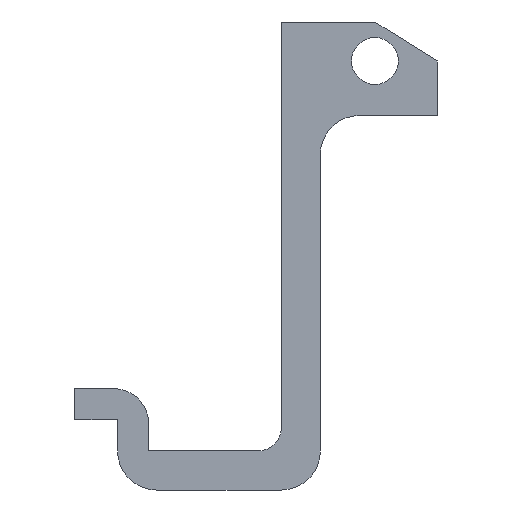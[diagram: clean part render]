
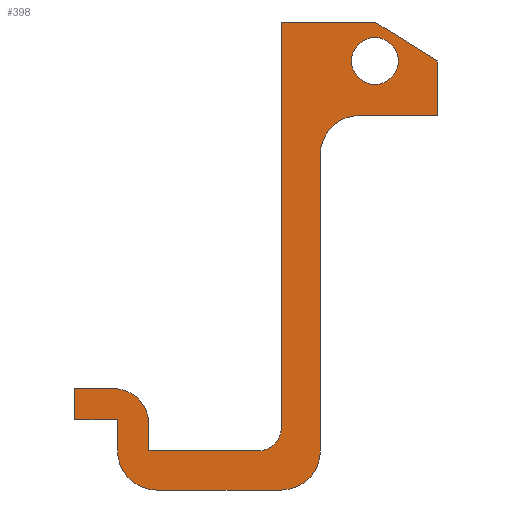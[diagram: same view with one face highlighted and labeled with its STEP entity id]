
A CAD part, front view. The second image highlights one B-rep face of the part: STEP entity #398.
In plain terms, the highlighted planar face has unit normal (0, -1, 0).
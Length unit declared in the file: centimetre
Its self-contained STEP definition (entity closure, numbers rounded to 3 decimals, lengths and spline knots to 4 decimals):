
#27=FACE_BOUND('',#66,.T.);
#30=CIRCLE('',#422,0.3);
#31=CIRCLE('',#423,0.45);
#32=CIRCLE('',#424,0.5);
#33=CIRCLE('',#425,0.5);
#34=CIRCLE('',#426,0.5);
#35=CIRCLE('',#427,0.3);
#44=FACE_OUTER_BOUND('',#65,.T.);
#65=EDGE_LOOP('',(#277,#278,#279,#280,#281,#282,#283,#284,#285,#286,#287,
#288,#289,#290,#291,#292,#293,#294));
#66=EDGE_LOOP('',(#295));
#87=LINE('',#574,#131);
#91=LINE('',#582,#135);
#94=LINE('',#588,#138);
#95=LINE('',#590,#139);
#96=LINE('',#594,#140);
#97=LINE('',#596,#141);
#98=LINE('',#600,#142);
#99=LINE('',#602,#143);
#100=LINE('',#604,#144);
#101=LINE('',#606,#145);
#102=LINE('',#610,#146);
#103=LINE('',#614,#147);
#104=LINE('',#617,#148);
#131=VECTOR('',#458,0.9434);
#135=VECTOR('',#464,0.7);
#138=VECTOR('',#469,1.2);
#139=VECTOR('',#470,5.2);
#140=VECTOR('',#473,1.4);
#141=VECTOR('',#474,0.35);
#142=VECTOR('',#477,0.5);
#143=VECTOR('',#478,0.4);
#144=VECTOR('',#479,0.55);
#145=VECTOR('',#480,0.4);
#146=VECTOR('',#483,1.6);
#147=VECTOR('',#486,3.8);
#148=VECTOR('',#489,1.);
#175=VERTEX_POINT('',#572);
#176=VERTEX_POINT('',#573);
#179=VERTEX_POINT('',#581);
#181=VERTEX_POINT('',#587);
#182=VERTEX_POINT('',#589);
#183=VERTEX_POINT('',#591);
#184=VERTEX_POINT('',#593);
#185=VERTEX_POINT('',#595);
#186=VERTEX_POINT('',#597);
#187=VERTEX_POINT('',#599);
#188=VERTEX_POINT('',#601);
#189=VERTEX_POINT('',#603);
#190=VERTEX_POINT('',#605);
#191=VERTEX_POINT('',#607);
#192=VERTEX_POINT('',#609);
#193=VERTEX_POINT('',#611);
#194=VERTEX_POINT('',#613);
#195=VERTEX_POINT('',#615);
#196=VERTEX_POINT('',#618);
#213=EDGE_CURVE('',#175,#176,#87,.T.);
#217=EDGE_CURVE('',#179,#175,#91,.T.);
#220=EDGE_CURVE('',#176,#181,#94,.T.);
#221=EDGE_CURVE('',#182,#181,#95,.T.);
#222=EDGE_CURVE('',#183,#182,#30,.T.);
#223=EDGE_CURVE('',#184,#183,#96,.T.);
#224=EDGE_CURVE('',#185,#184,#97,.T.);
#225=EDGE_CURVE('',#186,#185,#31,.T.);
#226=EDGE_CURVE('',#186,#187,#98,.T.);
#227=EDGE_CURVE('',#188,#187,#99,.T.);
#228=EDGE_CURVE('',#189,#188,#100,.T.);
#229=EDGE_CURVE('',#190,#189,#101,.T.);
#230=EDGE_CURVE('',#191,#190,#32,.T.);
#231=EDGE_CURVE('',#192,#191,#102,.T.);
#232=EDGE_CURVE('',#193,#192,#33,.T.);
#233=EDGE_CURVE('',#193,#194,#103,.T.);
#234=EDGE_CURVE('',#195,#194,#34,.T.);
#235=EDGE_CURVE('',#179,#195,#104,.T.);
#236=EDGE_CURVE('',#196,#196,#35,.T.);
#277=ORIENTED_EDGE('',*,*,#213,.T.);
#278=ORIENTED_EDGE('',*,*,#220,.T.);
#279=ORIENTED_EDGE('',*,*,#221,.F.);
#280=ORIENTED_EDGE('',*,*,#222,.F.);
#281=ORIENTED_EDGE('',*,*,#223,.F.);
#282=ORIENTED_EDGE('',*,*,#224,.F.);
#283=ORIENTED_EDGE('',*,*,#225,.F.);
#284=ORIENTED_EDGE('',*,*,#226,.T.);
#285=ORIENTED_EDGE('',*,*,#227,.F.);
#286=ORIENTED_EDGE('',*,*,#228,.F.);
#287=ORIENTED_EDGE('',*,*,#229,.F.);
#288=ORIENTED_EDGE('',*,*,#230,.F.);
#289=ORIENTED_EDGE('',*,*,#231,.F.);
#290=ORIENTED_EDGE('',*,*,#232,.F.);
#291=ORIENTED_EDGE('',*,*,#233,.T.);
#292=ORIENTED_EDGE('',*,*,#234,.F.);
#293=ORIENTED_EDGE('',*,*,#235,.F.);
#294=ORIENTED_EDGE('',*,*,#217,.T.);
#295=ORIENTED_EDGE('',*,*,#236,.T.);
#383=PLANE('',#421);
#398=ADVANCED_FACE('',(#44,#27),#383,.F.);
#421=AXIS2_PLACEMENT_3D('',#586,#467,#468);
#422=AXIS2_PLACEMENT_3D('',#592,#471,#472);
#423=AXIS2_PLACEMENT_3D('',#598,#475,#476);
#424=AXIS2_PLACEMENT_3D('',#608,#481,#482);
#425=AXIS2_PLACEMENT_3D('',#612,#484,#485);
#426=AXIS2_PLACEMENT_3D('',#616,#487,#488);
#427=AXIS2_PLACEMENT_3D('',#619,#490,#491);
#458=DIRECTION('',(-0.848,0.,0.53));
#464=DIRECTION('',(0.,0.,1.));
#467=DIRECTION('center_axis',(0.,1.,0.));
#468=DIRECTION('ref_axis',(1.,0.,0.));
#469=DIRECTION('',(-1.,0.,0.));
#470=DIRECTION('',(0.,0.,1.));
#471=DIRECTION('center_axis',(0.,-1.,0.));
#472=DIRECTION('ref_axis',(0.707,0.,-0.707));
#473=DIRECTION('',(1.,0.,0.));
#474=DIRECTION('',(0.,0.,-1.));
#475=DIRECTION('center_axis',(0.,1.,0.));
#476=DIRECTION('ref_axis',(0.707,0.,0.707));
#477=DIRECTION('',(-1.,0.,0.));
#478=DIRECTION('',(0.,0.,1.));
#479=DIRECTION('',(-1.,0.,0.));
#480=DIRECTION('',(0.,0.,1.));
#481=DIRECTION('center_axis',(0.,1.,0.));
#482=DIRECTION('ref_axis',(-0.707,0.,-0.707));
#483=DIRECTION('',(-1.,0.,0.));
#484=DIRECTION('center_axis',(0.,1.,0.));
#485=DIRECTION('ref_axis',(0.707,0.,-0.707));
#486=DIRECTION('',(0.,0.,1.));
#487=DIRECTION('center_axis',(0.,-1.,0.));
#488=DIRECTION('ref_axis',(-0.707,0.,0.707));
#489=DIRECTION('',(-1.,0.,0.));
#490=DIRECTION('center_axis',(0.,1.,0.));
#491=DIRECTION('ref_axis',(0.,0.,1.));
#572=CARTESIAN_POINT('',(3.7,0.,5.));
#573=CARTESIAN_POINT('',(2.9,0.,5.5));
#574=CARTESIAN_POINT('',(2.9517,0.,5.4677));
#581=CARTESIAN_POINT('',(3.7,0.,4.3));
#582=CARTESIAN_POINT('',(3.7,0.,5.5));
#586=CARTESIAN_POINT('Origin',(0.7,0.,1.75));
#587=CARTESIAN_POINT('',(1.7,0.,5.5));
#588=CARTESIAN_POINT('',(1.2,0.,5.5));
#589=CARTESIAN_POINT('',(1.7,0.,0.3));
#590=CARTESIAN_POINT('',(1.7,0.,0.));
#591=CARTESIAN_POINT('',(1.4,0.,0.));
#592=CARTESIAN_POINT('Origin',(1.4,0.,0.3));
#593=CARTESIAN_POINT('',(0.,0.,0.));
#594=CARTESIAN_POINT('',(0.,0.,0.));
#595=CARTESIAN_POINT('',(0.,0.,0.35));
#596=CARTESIAN_POINT('',(0.,0.,0.8));
#597=CARTESIAN_POINT('',(-0.45,0.,0.8));
#598=CARTESIAN_POINT('Origin',(-0.45,0.,0.35));
#599=CARTESIAN_POINT('',(-0.95,0.,0.8));
#600=CARTESIAN_POINT('',(-0.8,0.,0.8));
#601=CARTESIAN_POINT('',(-0.95,0.,0.4));
#602=CARTESIAN_POINT('',(-0.95,0.,0.4));
#603=CARTESIAN_POINT('',(-0.4,0.,0.4));
#604=CARTESIAN_POINT('',(-0.4,0.,0.4));
#605=CARTESIAN_POINT('',(-0.4,0.,0.));
#606=CARTESIAN_POINT('',(-0.4,0.,-0.5));
#607=CARTESIAN_POINT('',(0.1,0.,-0.5));
#608=CARTESIAN_POINT('Origin',(0.1,0.,0.));
#609=CARTESIAN_POINT('',(1.7,0.,-0.5));
#610=CARTESIAN_POINT('',(2.2,0.,-0.5));
#611=CARTESIAN_POINT('',(2.2,0.,0.));
#612=CARTESIAN_POINT('Origin',(1.7,0.,0.));
#613=CARTESIAN_POINT('',(2.2,0.,3.8));
#614=CARTESIAN_POINT('',(2.2,0.,-2.125));
#615=CARTESIAN_POINT('',(2.7,0.,4.3));
#616=CARTESIAN_POINT('Origin',(2.7,0.,3.8));
#617=CARTESIAN_POINT('',(3.2,0.,4.3));
#618=CARTESIAN_POINT('',(2.9,0.,4.7));
#619=CARTESIAN_POINT('Origin',(2.9,0.,5.));
